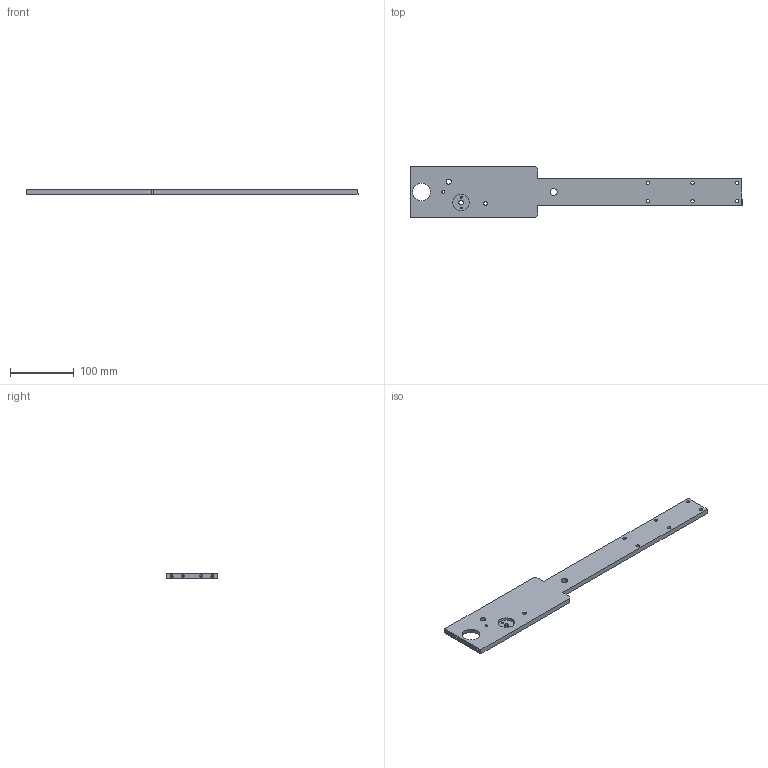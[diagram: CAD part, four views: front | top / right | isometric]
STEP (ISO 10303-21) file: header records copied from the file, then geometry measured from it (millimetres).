
FILE_DESCRIPTION (( 'STEP AP214' ), '1' );
FILE_NAME ('Plaque.STEP', '2021-06-07T08:08:19', ( '' ), ( '' ), 'SwSTEP 2.0', 'SolidWorks 2019', '' );
FILE_SCHEMA (( 'AUTOMOTIVE_DESIGN' ));
Length unit declared in the file: millimetre
Products named in the file (1): Plaque
Bounding box: 520 x 80 x 8 mm (x, y, z)
Volume: 223842.7 mm3; surface area: 69540.3 mm2
Topology: 1 solids, 1 shells, 59 faces, 160 edges, 100 vertices
Faces by surface type: cylinder 36, plane 13, cone 10
Entity records: 1920 total; most frequent: DIRECTION 348, CARTESIAN_POINT 312, ORIENTED_EDGE 304, EDGE_CURVE 152, AXIS2_PLACEMENT_3D 136, VERTEX_POINT 100, EDGE_LOOP 92, CIRCLE 76
